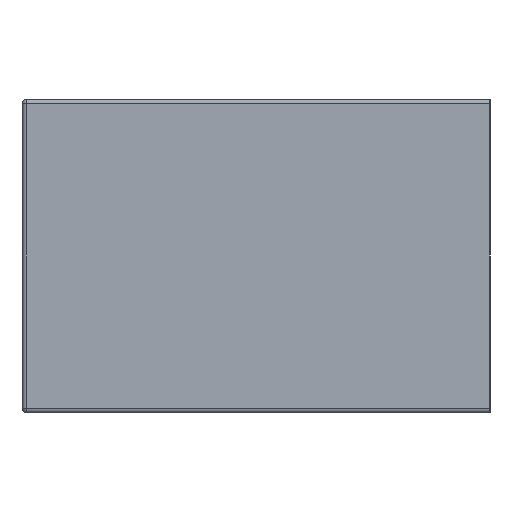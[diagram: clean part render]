
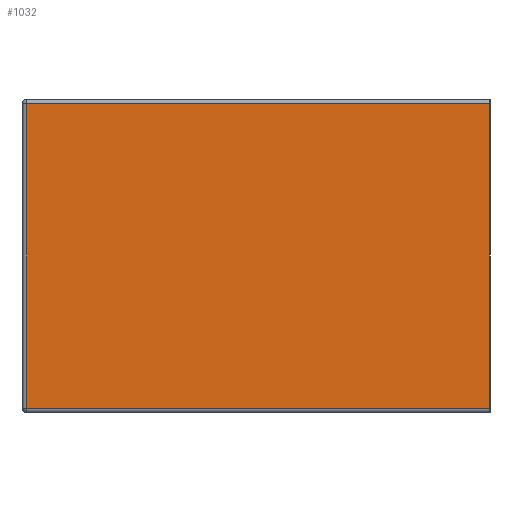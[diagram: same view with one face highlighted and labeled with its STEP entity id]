
A CAD part, left-side view. The second image highlights one B-rep face of the part: STEP entity #1032.
In plain terms, the highlighted planar face has unit normal (-1, 0, 0).
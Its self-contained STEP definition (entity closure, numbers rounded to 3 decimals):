
#31 = DIRECTION ( 'NONE',  ( 0., 0., -1. ) ) ;
#73 = VECTOR ( 'NONE', #1419, 1000. ) ;
#94 = ORIENTED_EDGE ( 'NONE', *, *, #2407, .T. ) ;
#162 = LINE ( 'NONE', #1729, #880 ) ;
#165 = LINE ( 'NONE', #930, #622 ) ;
#238 = VERTEX_POINT ( 'NONE', #607 ) ;
#254 = EDGE_CURVE ( 'NONE', #1891, #1603, #1229, .T. ) ;
#288 = ORIENTED_EDGE ( 'NONE', *, *, #2443, .T. ) ;
#330 = ORIENTED_EDGE ( 'NONE', *, *, #804, .F. ) ;
#366 = DIRECTION ( 'NONE',  ( 0., 1., 0. ) ) ;
#418 = CARTESIAN_POINT ( 'NONE',  ( -24.25, -8.355, 0.25 ) ) ;
#521 = DIRECTION ( 'NONE',  ( 1., 0., 0. ) ) ;
#535 = CARTESIAN_POINT ( 'NONE',  ( -24.25, -8.355, 16.45 ) ) ;
#592 = CARTESIAN_POINT ( 'NONE',  ( -24.25, 16.545, 16.45 ) ) ;
#607 = CARTESIAN_POINT ( 'NONE',  ( -24.25, 16.295, 16.45 ) ) ;
#622 = VECTOR ( 'NONE', #31, 1000. ) ;
#648 = CARTESIAN_POINT ( 'NONE',  ( -24.25, -8.355, 0.25 ) ) ;
#804 = EDGE_CURVE ( 'NONE', #1086, #1603, #162, .T. ) ;
#880 = VECTOR ( 'NONE', #1505, 1000. ) ;
#930 = CARTESIAN_POINT ( 'NONE',  ( -24.25, 16.295, 16.7 ) ) ;
#955 = LINE ( 'NONE', #592, #1572 ) ;
#1032 = ADVANCED_FACE ( 'NONE', ( #1837 ), #2359, .F. ) ;
#1086 = VERTEX_POINT ( 'NONE', #535 ) ;
#1115 = ORIENTED_EDGE ( 'NONE', *, *, #254, .T. ) ;
#1229 = LINE ( 'NONE', #648, #73 ) ;
#1246 = DIRECTION ( 'NONE',  ( 0., 0., -1. ) ) ;
#1379 = AXIS2_PLACEMENT_3D ( 'NONE', #1849, #521, #1246 ) ;
#1419 = DIRECTION ( 'NONE',  ( 0., -1., 0. ) ) ;
#1505 = DIRECTION ( 'NONE',  ( 0., 0., -1. ) ) ;
#1572 = VECTOR ( 'NONE', #366, 1000. ) ;
#1603 = VERTEX_POINT ( 'NONE', #418 ) ;
#1729 = CARTESIAN_POINT ( 'NONE',  ( -24.25, -8.355, 16.7 ) ) ;
#1772 = CARTESIAN_POINT ( 'NONE',  ( -24.25, 16.295, 0.25 ) ) ;
#1837 = FACE_OUTER_BOUND ( 'NONE', #2391, .T. ) ;
#1849 = CARTESIAN_POINT ( 'NONE',  ( -24.25, -8.355, 16.7 ) ) ;
#1891 = VERTEX_POINT ( 'NONE', #1772 ) ;
#2359 = PLANE ( 'NONE',  #1379 ) ;
#2391 = EDGE_LOOP ( 'NONE', ( #330, #288, #94, #1115 ) ) ;
#2407 = EDGE_CURVE ( 'NONE', #238, #1891, #165, .T. ) ;
#2443 = EDGE_CURVE ( 'NONE', #1086, #238, #955, .T. ) ;
